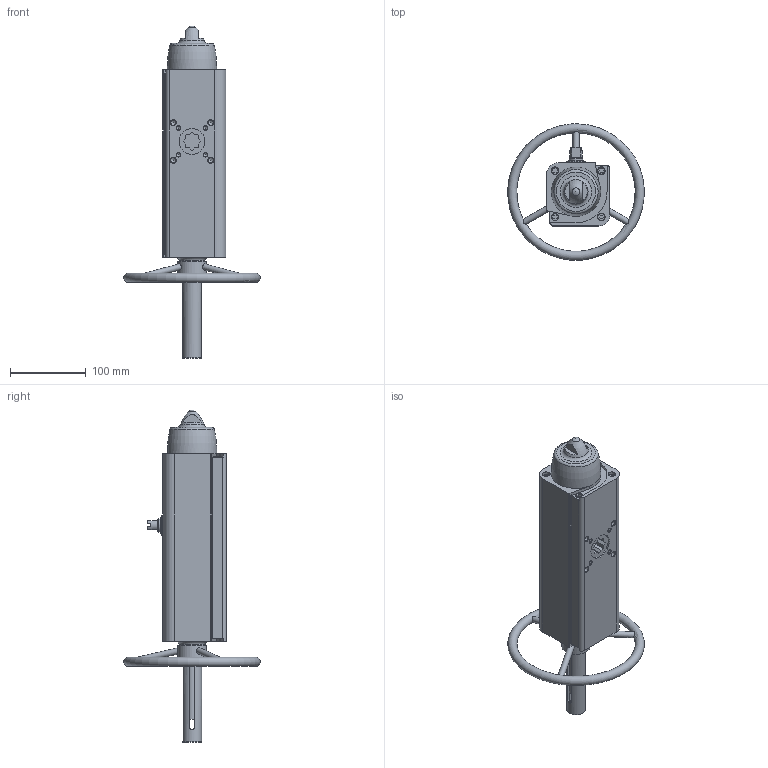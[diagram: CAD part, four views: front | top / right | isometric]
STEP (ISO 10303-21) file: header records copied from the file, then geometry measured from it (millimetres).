
FILE_DESCRIPTION(/* description */ ('STEP AP214'),/* implementation_level */ '2;1');
FILE_NAME(/* name */ '8005027_DAPS-0053-090-RS2-F0507-MW',/* time_stamp */ '2024-08-13T15:46:43+02:00',/* author */ ('License CC BY-ND 4.0'),/* organization */ ('CADENAS'),/* preprocessor_version */ 'ST-DEVELOPER v19.3',/* originating_system */ 'PARTsolutions',/* authorisation */ ' ');
FILE_SCHEMA (('AP203_CONFIGURATION_CONTROLLED_3D_DESIGN_OF_MECHANICAL_PARTS_AND_ASSEMBLIES_MIM_LF { 1 0 10303 203 3 1 4 }','FEATURE_BASED_PROCESS_PLANNING','AUTOMOTIVE_DESIGN {1 0 10303 214 3 1 1}'));
Length unit declared in the file: millimetre
Products named in the file (3): 8005027 DAPS-0053-090-RS2-F0507-MW---0; 8005027 DAPS-0053-090-RS2-F0507-MW---(1); 8005027 DAPS-0053-090-RS2-F0507-MW---(2)
Assembly tree (2 placements, depth 2):
  8005027 DAPS-0053-090-RS2-F0507-MW---0
    8005027 DAPS-0053-090-RS2-F0507-MW---(1)
    8005027 DAPS-0053-090-RS2-F0507-MW---(2)
Bounding box: 179.68 x 179.71 x 437.5 mm (x, y, z)
Volume: 1891709.3 mm3; surface area: 162168.8 mm2
Topology: 2 solids, 2 shells, 270 faces, 682 edges, 439 vertices
Faces by surface type: plane 146, cylinder 68, cone 41, torus 15
Full cylindrical faces by diameter (mm): 4.134 x8, 4.917 x5, 6.647 x4, 8 x3, 8.566 x2, 10 x8, 18 x1, 20 x1, 20.5 x1, 25 x1, 26 x2, 34 x3, 38 x1
Entity records: 7468 total; most frequent: CARTESIAN_POINT 1389, DIRECTION 1254, ORIENTED_EDGE 1082, EDGE_CURVE 541, AXIS2_PLACEMENT_3D 456, FACE_BOUND 417, VERTEX_POINT 414, EDGE_LOOP 397
